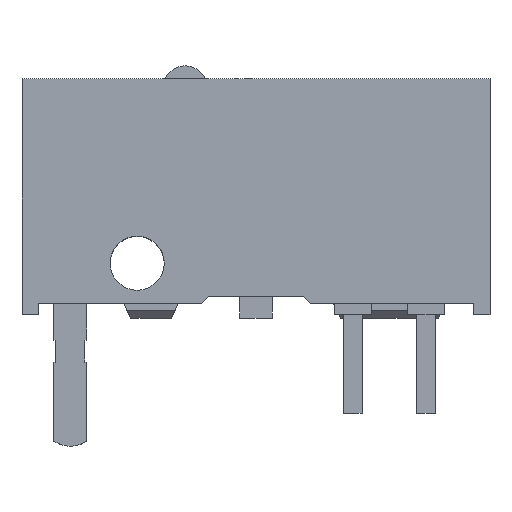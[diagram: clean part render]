
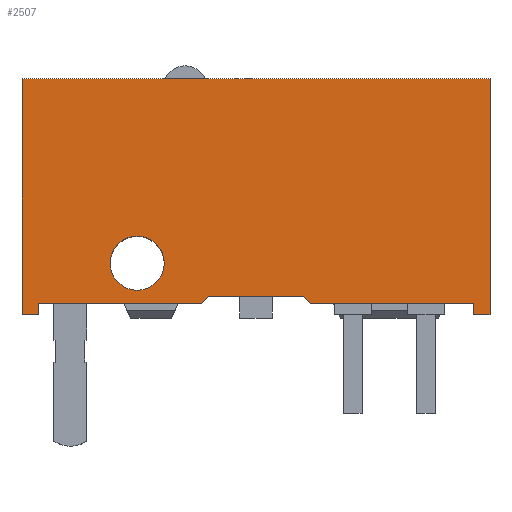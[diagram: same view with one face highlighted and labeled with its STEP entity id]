
A CAD part, top view. The second image highlights one B-rep face of the part: STEP entity #2507.
In plain terms, the highlighted planar face has unit normal (0, 0, 1).
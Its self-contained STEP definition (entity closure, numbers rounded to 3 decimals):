
#12 = ORIENTED_EDGE ( 'NONE', *, *, #33, .T. ) ;
#33 = EDGE_CURVE ( 'NONE', #3421, #52, #444, .T. ) ;
#52 = VERTEX_POINT ( 'NONE', #561 ) ;
#77 = ORIENTED_EDGE ( 'NONE', *, *, #99, .T. ) ;
#99 = EDGE_CURVE ( 'NONE', #52, #113, #1011, .T. ) ;
#113 = VERTEX_POINT ( 'NONE', #1142 ) ;
#141 = ORIENTED_EDGE ( 'NONE', *, *, #160, .T. ) ;
#160 = EDGE_CURVE ( 'NONE', #113, #178, #1791, .T. ) ;
#178 = VERTEX_POINT ( 'NONE', #1913 ) ;
#206 = CARTESIAN_POINT ( 'NONE',  ( -0.87, 0.4, 2.9 ) ) ;
#365 = ORIENTED_EDGE ( 'NONE', *, *, #658, .F. ) ;
#367 = CIRCLE ( 'NONE', #368, 0.74 ) ;
#368 = AXIS2_PLACEMENT_3D ( 'NONE', #369, #370, #371 ) ;
#369 = CARTESIAN_POINT ( 'NONE',  ( 1.83, 1.5, 2.9 ) ) ;
#370 = DIRECTION ( 'NONE',  ( 0., 0., -1. ) ) ;
#371 = DIRECTION ( 'NONE',  ( -1., 0., 0. ) ) ;
#444 = LINE ( 'NONE', #445, #446 ) ;
#445 = CARTESIAN_POINT ( 'NONE',  ( 11.48, 0., 2.9 ) ) ;
#446 = VECTOR ( 'NONE', #447, 1000. ) ;
#447 = DIRECTION ( 'NONE',  ( 0., 1., 0. ) ) ;
#496 = FACE_BOUND ( 'NONE', #3310, .T. ) ;
#497 = FACE_OUTER_BOUND ( 'NONE', #3304, .T. ) ;
#498 = PLANE ( 'NONE',  #499 ) ;
#499 = AXIS2_PLACEMENT_3D ( 'NONE', #500, #501, #502 ) ;
#500 = CARTESIAN_POINT ( 'NONE',  ( 11.48, 6.55, 2.9 ) ) ;
#501 = DIRECTION ( 'NONE',  ( 0., 0., 1. ) ) ;
#502 = DIRECTION ( 'NONE',  ( 1., 0., 0. ) ) ;
#556 = LINE ( 'NONE', #557, #558 ) ;
#557 = CARTESIAN_POINT ( 'NONE',  ( -0.87, 0.4, 2.9 ) ) ;
#558 = VECTOR ( 'NONE', #559, 1000. ) ;
#559 = DIRECTION ( 'NONE',  ( -1., 0., 0. ) ) ;
#561 = CARTESIAN_POINT ( 'NONE',  ( 11.48, 6.55, 2.9 ) ) ;
#658 = EDGE_CURVE ( 'NONE', #881, #178, #2370, .T. ) ;
#700 = CARTESIAN_POINT ( 'NONE',  ( 3.58, 0.4, 2.9 ) ) ;
#826 = CARTESIAN_POINT ( 'NONE',  ( 6.58, 0.4, 2.9 ) ) ;
#881 = VERTEX_POINT ( 'NONE', #2509 ) ;
#1011 = LINE ( 'NONE', #1012, #1013 ) ;
#1012 = CARTESIAN_POINT ( 'NONE',  ( 11.48, 6.55, 2.9 ) ) ;
#1013 = VECTOR ( 'NONE', #1014, 1000. ) ;
#1014 = DIRECTION ( 'NONE',  ( -1., 0., 0. ) ) ;
#1101 = CARTESIAN_POINT ( 'NONE',  ( 1.09, 1.5, 2.9 ) ) ;
#1142 = CARTESIAN_POINT ( 'NONE',  ( -1.32, 6.55, 2.9 ) ) ;
#1200 = CIRCLE ( 'NONE', #1201, 0.74 ) ;
#1201 = AXIS2_PLACEMENT_3D ( 'NONE', #1202, #1203, #1204 ) ;
#1202 = CARTESIAN_POINT ( 'NONE',  ( 1.83, 1.5, 2.9 ) ) ;
#1203 = DIRECTION ( 'NONE',  ( 0., 0., -1. ) ) ;
#1204 = DIRECTION ( 'NONE',  ( -1., 0., 0. ) ) ;
#1209 = LINE ( 'NONE', #1210, #1211 ) ;
#1210 = CARTESIAN_POINT ( 'NONE',  ( 3.58, 0.4, 2.9 ) ) ;
#1211 = VECTOR ( 'NONE', #1212, 1000. ) ;
#1212 = DIRECTION ( 'NONE',  ( -0.707, -0.707, 0. ) ) ;
#1274 = ORIENTED_EDGE ( 'NONE', *, *, #1599, .F. ) ;
#1390 = LINE ( 'NONE', #1391, #1392 ) ;
#1391 = CARTESIAN_POINT ( 'NONE',  ( -0.87, 0.4, 2.9 ) ) ;
#1392 = VECTOR ( 'NONE', #1393, 1000. ) ;
#1393 = DIRECTION ( 'NONE',  ( 0., -1., 0. ) ) ;
#1394 = CARTESIAN_POINT ( 'NONE',  ( 3.78, 0.6, 2.9 ) ) ;
#1444 = CARTESIAN_POINT ( 'NONE',  ( 11.48, 0.1, 2.9 ) ) ;
#1599 = EDGE_CURVE ( 'NONE', #1812, #881, #1390, .T. ) ;
#1791 = LINE ( 'NONE', #1792, #1793 ) ;
#1792 = CARTESIAN_POINT ( 'NONE',  ( -1.32, 0., 2.9 ) ) ;
#1793 = VECTOR ( 'NONE', #1794, 1000. ) ;
#1794 = DIRECTION ( 'NONE',  ( 0., -1., 0. ) ) ;
#1812 = VERTEX_POINT ( 'NONE', #206 ) ;
#1913 = CARTESIAN_POINT ( 'NONE',  ( -1.32, 0.1, 2.9 ) ) ;
#2004 = LINE ( 'NONE', #2005, #2006 ) ;
#2005 = CARTESIAN_POINT ( 'NONE',  ( 3.78, 0.6, 2.9 ) ) ;
#2006 = VECTOR ( 'NONE', #2007, 1000. ) ;
#2007 = DIRECTION ( 'NONE',  ( -1., 0., 0. ) ) ;
#2142 = CARTESIAN_POINT ( 'NONE',  ( 6.38, 0.6, 2.9 ) ) ;
#2185 = CARTESIAN_POINT ( 'NONE',  ( 11.03, 0.4, 2.9 ) ) ;
#2243 = ORIENTED_EDGE ( 'NONE', *, *, #2561, .F. ) ;
#2265 = LINE ( 'NONE', #2266, #2267 ) ;
#2266 = CARTESIAN_POINT ( 'NONE',  ( 11.03, 0.4, 2.9 ) ) ;
#2267 = VECTOR ( 'NONE', #2268, 1000. ) ;
#2268 = DIRECTION ( 'NONE',  ( 0., -1., 0. ) ) ;
#2323 = CARTESIAN_POINT ( 'NONE',  ( 2.57, 1.5, 2.9 ) ) ;
#2370 = LINE ( 'NONE', #2371, #2372 ) ;
#2371 = CARTESIAN_POINT ( 'NONE',  ( -0.87, 0.1, 2.9 ) ) ;
#2372 = VECTOR ( 'NONE', #2373, 1000. ) ;
#2373 = DIRECTION ( 'NONE',  ( -1., 0., 0. ) ) ;
#2375 = CARTESIAN_POINT ( 'NONE',  ( 11.03, 0.1, 2.9 ) ) ;
#2507 = ADVANCED_FACE ( 'NONE', ( #496, #497 ), #498, .T. ) ;
#2509 = CARTESIAN_POINT ( 'NONE',  ( -0.87, 0.1, 2.9 ) ) ;
#2561 = EDGE_CURVE ( 'NONE', #2799, #1812, #556, .T. ) ;
#2604 = LINE ( 'NONE', #2605, #2606 ) ;
#2605 = CARTESIAN_POINT ( 'NONE',  ( 6.58, 0.4, 2.9 ) ) ;
#2606 = VECTOR ( 'NONE', #2607, 1000. ) ;
#2607 = DIRECTION ( 'NONE',  ( -0.707, 0.707, 0. ) ) ;
#2628 = LINE ( 'NONE', #2629, #2630 ) ;
#2629 = CARTESIAN_POINT ( 'NONE',  ( -0.87, 0.4, 2.9 ) ) ;
#2630 = VECTOR ( 'NONE', #2631, 1000. ) ;
#2631 = DIRECTION ( 'NONE',  ( -1., 0., 0. ) ) ;
#2799 = VERTEX_POINT ( 'NONE', #700 ) ;
#2829 = LINE ( 'NONE', #2830, #2831 ) ;
#2830 = CARTESIAN_POINT ( 'NONE',  ( 11.48, 0.1, 2.9 ) ) ;
#2831 = VECTOR ( 'NONE', #2832, 1000. ) ;
#2832 = DIRECTION ( 'NONE',  ( -1., 0., 0. ) ) ;
#3011 = VERTEX_POINT ( 'NONE', #826 ) ;
#3059 = ORIENTED_EDGE ( 'NONE', *, *, #3095, .T. ) ;
#3062 = ORIENTED_EDGE ( 'NONE', *, *, #3097, .F. ) ;
#3068 = VERTEX_POINT ( 'NONE', #1101 ) ;
#3095 = EDGE_CURVE ( 'NONE', #3068, #3279, #1200, .T. ) ;
#3097 = EDGE_CURVE ( 'NONE', #3126, #2799, #1209, .T. ) ;
#3126 = VERTEX_POINT ( 'NONE', #1394 ) ;
#3155 = ORIENTED_EDGE ( 'NONE', *, *, #3478, .T. ) ;
#3184 = ORIENTED_EDGE ( 'NONE', *, *, #3217, .F. ) ;
#3217 = EDGE_CURVE ( 'NONE', #3247, #3126, #2004, .T. ) ;
#3226 = ORIENTED_EDGE ( 'NONE', *, *, #3265, .T. ) ;
#3247 = VERTEX_POINT ( 'NONE', #2142 ) ;
#3253 = VERTEX_POINT ( 'NONE', #2185 ) ;
#3265 = EDGE_CURVE ( 'NONE', #3253, #3294, #2265, .T. ) ;
#3279 = VERTEX_POINT ( 'NONE', #2323 ) ;
#3294 = VERTEX_POINT ( 'NONE', #2375 ) ;
#3300 = ORIENTED_EDGE ( 'NONE', *, *, #3339, .F. ) ;
#3304 = EDGE_LOOP ( 'NONE', ( #3226, #3351, #12, #77, #141, #365, #1274, #2243, #3062, #3184, #3300, #3399 ) ) ;
#3310 = EDGE_LOOP ( 'NONE', ( #3059, #3155 ) ) ;
#3339 = EDGE_CURVE ( 'NONE', #3011, #3247, #2604, .T. ) ;
#3347 = EDGE_CURVE ( 'NONE', #3253, #3011, #2628, .T. ) ;
#3351 = ORIENTED_EDGE ( 'NONE', *, *, #3387, .F. ) ;
#3387 = EDGE_CURVE ( 'NONE', #3421, #3294, #2829, .T. ) ;
#3399 = ORIENTED_EDGE ( 'NONE', *, *, #3347, .F. ) ;
#3421 = VERTEX_POINT ( 'NONE', #1444 ) ;
#3478 = EDGE_CURVE ( 'NONE', #3279, #3068, #367, .T. ) ;
